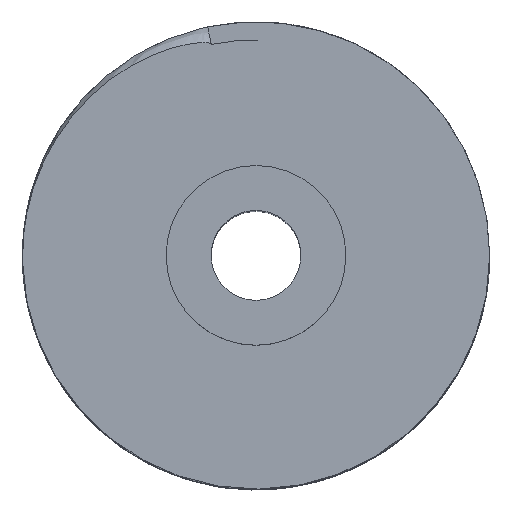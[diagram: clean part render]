
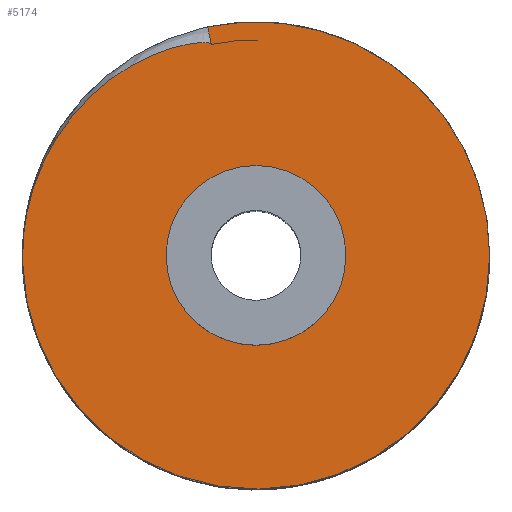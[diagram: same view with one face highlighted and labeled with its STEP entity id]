
A CAD part, top view. The second image highlights one B-rep face of the part: STEP entity #5174.
In plain terms, the highlighted planar face has unit normal (0, 0, 1).
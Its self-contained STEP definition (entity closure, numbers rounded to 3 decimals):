
#99 = VERTEX_POINT('',#100);
#100 = CARTESIAN_POINT('',(-2.485,11.74,30.));
#185 = EDGE_CURVE('',#99,#186,#188,.T.);
#186 = VERTEX_POINT('',#187);
#187 = CARTESIAN_POINT('',(-12.997,-0.292,30.));
#188 = B_SPLINE_CURVE_WITH_KNOTS('',8,(#189,#190,#191,#192,#193,#194,
    #195,#196,#197,#198,#199,#200,#201,#202,#203,#204,#205,#206,#207,
    #208,#209,#210,#211,#212,#213,#214,#215,#216,#217,#218,#219,#220,
    #221,#222,#223,#224,#225,#226,#227,#228,#229,#230,#231,#232,#233,
    #234,#235,#236,#237,#238,#239,#240,#241,#242,#243,#244,#245,#246,
    #247,#248,#249,#250,#251,#252,#253,#254,#255,#256,#257,#258,#259,
    #260,#261,#262,#263,#264,#265,#266,#267),.UNSPECIFIED.,.F.,.F.,(9,7,
    7,7,7,7,7,7,7,7,7,9),(0.,0.008,0.019,
    0.043,0.065,0.1,
    0.155,0.243,0.371,0.524,
    0.672,1.),.UNSPECIFIED.);
#189 = CARTESIAN_POINT('',(-2.485,11.74,30.));
#190 = CARTESIAN_POINT('',(-2.488,11.753,30.));
#191 = CARTESIAN_POINT('',(-2.494,11.765,30.));
#192 = CARTESIAN_POINT('',(-2.504,11.775,30.));
#193 = CARTESIAN_POINT('',(-2.517,11.784,30.));
#194 = CARTESIAN_POINT('',(-2.531,11.791,30.));
#195 = CARTESIAN_POINT('',(-2.545,11.797,30.));
#196 = CARTESIAN_POINT('',(-2.56,11.803,30.));
#197 = CARTESIAN_POINT('',(-2.599,11.815,30.));
#198 = CARTESIAN_POINT('',(-2.623,11.821,30.));
#199 = CARTESIAN_POINT('',(-2.647,11.825,30.));
#200 = CARTESIAN_POINT('',(-2.672,11.829,30.));
#201 = CARTESIAN_POINT('',(-2.697,11.832,30.));
#202 = CARTESIAN_POINT('',(-2.722,11.835,30.));
#203 = CARTESIAN_POINT('',(-2.747,11.837,30.));
#204 = CARTESIAN_POINT('',(-2.827,11.842,30.));
#205 = CARTESIAN_POINT('',(-2.881,11.844,30.));
#206 = CARTESIAN_POINT('',(-2.936,11.844,30.));
#207 = CARTESIAN_POINT('',(-2.991,11.842,30.));
#208 = CARTESIAN_POINT('',(-3.046,11.84,30.));
#209 = CARTESIAN_POINT('',(-3.101,11.837,30.));
#210 = CARTESIAN_POINT('',(-3.156,11.833,30.));
#211 = CARTESIAN_POINT('',(-3.263,11.824,30.));
#212 = CARTESIAN_POINT('',(-3.314,11.819,30.));
#213 = CARTESIAN_POINT('',(-3.365,11.814,30.));
#214 = CARTESIAN_POINT('',(-3.415,11.807,30.));
#215 = CARTESIAN_POINT('',(-3.466,11.801,30.));
#216 = CARTESIAN_POINT('',(-3.517,11.794,30.));
#217 = CARTESIAN_POINT('',(-3.568,11.786,30.));
#218 = CARTESIAN_POINT('',(-3.697,11.766,30.));
#219 = CARTESIAN_POINT('',(-3.775,11.752,30.));
#220 = CARTESIAN_POINT('',(-3.853,11.738,30.));
#221 = CARTESIAN_POINT('',(-3.931,11.722,30.));
#222 = CARTESIAN_POINT('',(-4.009,11.706,30.));
#223 = CARTESIAN_POINT('',(-4.086,11.689,30.));
#224 = CARTESIAN_POINT('',(-4.164,11.671,30.));
#225 = CARTESIAN_POINT('',(-4.367,11.621,30.));
#226 = CARTESIAN_POINT('',(-4.492,11.588,30.));
#227 = CARTESIAN_POINT('',(-4.617,11.553,30.));
#228 = CARTESIAN_POINT('',(-4.741,11.516,30.));
#229 = CARTESIAN_POINT('',(-4.865,11.477,30.));
#230 = CARTESIAN_POINT('',(-4.989,11.437,30.));
#231 = CARTESIAN_POINT('',(-5.111,11.394,30.));
#232 = CARTESIAN_POINT('',(-5.425,11.28,30.));
#233 = CARTESIAN_POINT('',(-5.616,11.205,30.));
#234 = CARTESIAN_POINT('',(-5.805,11.127,30.));
#235 = CARTESIAN_POINT('',(-5.992,11.044,30.));
#236 = CARTESIAN_POINT('',(-6.178,10.957,30.));
#237 = CARTESIAN_POINT('',(-6.361,10.866,30.));
#238 = CARTESIAN_POINT('',(-6.543,10.772,30.));
#239 = CARTESIAN_POINT('',(-6.984,10.53,30.));
#240 = CARTESIAN_POINT('',(-7.24,10.38,30.));
#241 = CARTESIAN_POINT('',(-7.492,10.221,30.));
#242 = CARTESIAN_POINT('',(-7.74,10.055,30.));
#243 = CARTESIAN_POINT('',(-7.982,9.882,30.));
#244 = CARTESIAN_POINT('',(-8.22,9.702,30.));
#245 = CARTESIAN_POINT('',(-8.452,9.516,30.));
#246 = CARTESIAN_POINT('',(-8.951,9.091,30.));
#247 = CARTESIAN_POINT('',(-9.215,8.849,30.));
#248 = CARTESIAN_POINT('',(-9.471,8.599,30.));
#249 = CARTESIAN_POINT('',(-9.719,8.339,30.));
#250 = CARTESIAN_POINT('',(-9.958,8.072,30.));
#251 = CARTESIAN_POINT('',(-10.187,7.797,30.));
#252 = CARTESIAN_POINT('',(-10.407,7.514,30.));
#253 = CARTESIAN_POINT('',(-10.822,6.944,30.));
#254 = CARTESIAN_POINT('',(-11.017,6.657,30.));
#255 = CARTESIAN_POINT('',(-11.203,6.363,30.));
#256 = CARTESIAN_POINT('',(-11.379,6.064,30.));
#257 = CARTESIAN_POINT('',(-11.546,5.759,30.));
#258 = CARTESIAN_POINT('',(-11.702,5.449,30.));
#259 = CARTESIAN_POINT('',(-11.849,5.134,30.));
#260 = CARTESIAN_POINT('',(-12.287,4.11,30.));
#261 = CARTESIAN_POINT('',(-12.539,3.384,30.));
#262 = CARTESIAN_POINT('',(-12.741,2.641,30.));
#263 = CARTESIAN_POINT('',(-12.89,1.885,30.));
#264 = CARTESIAN_POINT('',(-12.986,1.121,30.));
#265 = CARTESIAN_POINT('',(-13.028,0.352,30.));
#266 = CARTESIAN_POINT('',(-13.018,-0.416,30.));
#267 = CARTESIAN_POINT('',(-12.954,-1.18,30.));
#5174 = ADVANCED_FACE('',(#5175,#5204),#5215,.T.);
#5175 = FACE_BOUND('',#5176,.T.);
#5176 = EDGE_LOOP('',(#5177,#5186,#5195,#5203));
#5177 = ORIENTED_EDGE('',*,*,#5178,.T.);
#5178 = EDGE_CURVE('',#186,#5179,#5181,.T.);
#5179 = VERTEX_POINT('',#5180);
#5180 = CARTESIAN_POINT('',(13.,0.,30.));
#5181 = CIRCLE('',#5182,13.);
#5182 = AXIS2_PLACEMENT_3D('',#5183,#5184,#5185);
#5183 = CARTESIAN_POINT('',(0.,0.,30.));
#5184 = DIRECTION('',(0.,0.,1.));
#5185 = DIRECTION('',(1.,0.,0.));
#5186 = ORIENTED_EDGE('',*,*,#5187,.T.);
#5187 = EDGE_CURVE('',#5179,#5188,#5190,.T.);
#5188 = VERTEX_POINT('',#5189);
#5189 = CARTESIAN_POINT('',(-2.692,12.718,30.));
#5190 = CIRCLE('',#5191,13.);
#5191 = AXIS2_PLACEMENT_3D('',#5192,#5193,#5194);
#5192 = CARTESIAN_POINT('',(0.,0.,30.));
#5193 = DIRECTION('',(0.,0.,1.));
#5194 = DIRECTION('',(1.,0.,0.));
#5195 = ORIENTED_EDGE('',*,*,#5196,.T.);
#5196 = EDGE_CURVE('',#5188,#99,#5197,.T.);
#5197 = B_SPLINE_CURVE_WITH_KNOTS('',4,(#5198,#5199,#5200,#5201,#5202),
  .UNSPECIFIED.,.F.,.F.,(5,5),(0.,1.),.PIECEWISE_BEZIER_KNOTS.);
#5198 = CARTESIAN_POINT('',(-2.751,13.,30.));
#5199 = CARTESIAN_POINT('',(-2.685,12.685,30.));
#5200 = CARTESIAN_POINT('',(-2.618,12.37,30.));
#5201 = CARTESIAN_POINT('',(-2.551,12.055,30.));
#5202 = CARTESIAN_POINT('',(-2.485,11.74,30.));
#5203 = ORIENTED_EDGE('',*,*,#185,.T.);
#5204 = FACE_BOUND('',#5205,.T.);
#5205 = EDGE_LOOP('',(#5206));
#5206 = ORIENTED_EDGE('',*,*,#5207,.F.);
#5207 = EDGE_CURVE('',#5208,#5208,#5210,.T.);
#5208 = VERTEX_POINT('',#5209);
#5209 = CARTESIAN_POINT('',(5.,0.,30.));
#5210 = CIRCLE('',#5211,5.);
#5211 = AXIS2_PLACEMENT_3D('',#5212,#5213,#5214);
#5212 = CARTESIAN_POINT('',(0.,0.,30.));
#5213 = DIRECTION('',(0.,0.,1.));
#5214 = DIRECTION('',(1.,0.,0.));
#5215 = PLANE('',#5216);
#5216 = AXIS2_PLACEMENT_3D('',#5217,#5218,#5219);
#5217 = CARTESIAN_POINT('',(0.,0.,30.));
#5218 = DIRECTION('',(0.,0.,1.));
#5219 = DIRECTION('',(1.,0.,0.));
